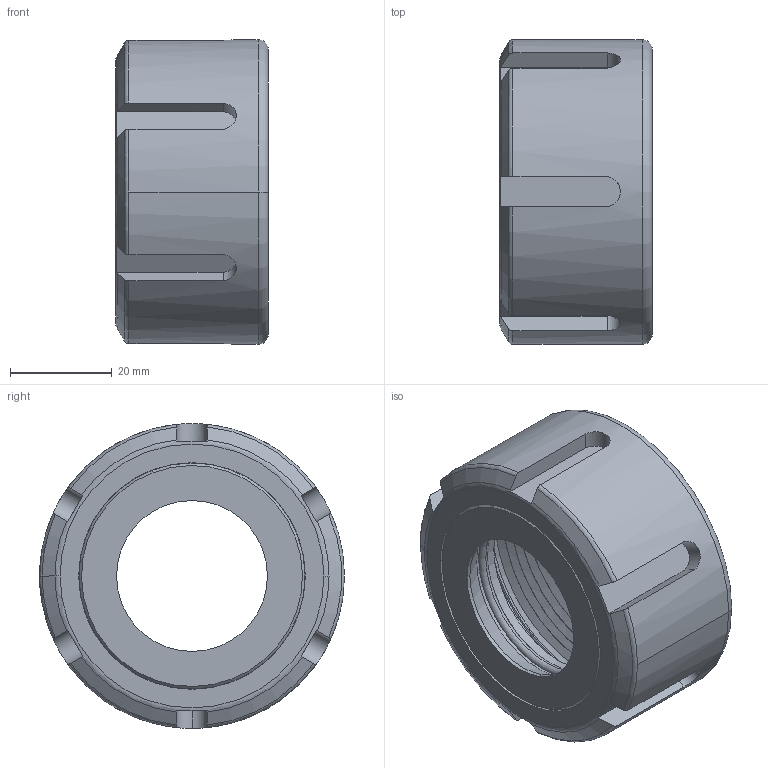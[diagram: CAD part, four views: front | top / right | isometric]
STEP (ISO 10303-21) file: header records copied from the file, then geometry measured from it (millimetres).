
FILE_DESCRIPTION (( 'STEP AP203' ), '1' );
FILE_NAME ('112.01.25.STEP', '2017-10-18T09:15:21', ( '' ), ( '' ), 'SwSTEP 2.0', 'SolidWorks 2012', '' );
FILE_SCHEMA (( 'CONFIG_CONTROL_DESIGN' ));
Length unit declared in the file: millimetre
Products named in the file (5): OZ25002PD; OZ25001PD; 112.01.25; OZ螺帽螺絲 M5; OZ25#200 3.96MM鋼珠
Assembly tree (38 placements, depth 2):
  112.01.25
    OZ25001PD
    OZ25002PD
    OZ螺帽螺絲 M5
    OZ25#200 3.96MM鋼珠  x35
Bounding box: 30 x 60 x 60 mm (x, y, z)
Volume: 35694.1 mm3; surface area: 21621.5 mm2
Topology: 38 solids, 38 shells, 253 faces, 733 edges, 486 vertices
Faces by surface type: sphere 70, cylinder 55, cone 37, plane 35, torus 29, bspline 27
Entity records: 14942 total; most frequent: CARTESIAN_POINT 9306, ORIENTED_EDGE 980, DIRECTION 793, EDGE_CURVE 490, AXIS2_PLACEMENT_3D 333, VERTEX_POINT 313, EDGE_LOOP 191, FACE_OUTER_BOUND 185
